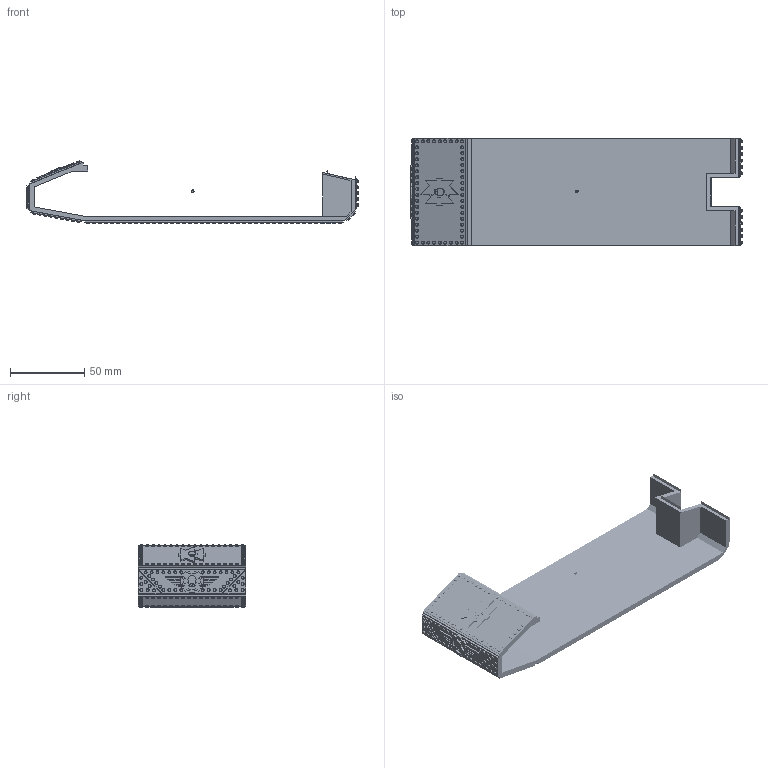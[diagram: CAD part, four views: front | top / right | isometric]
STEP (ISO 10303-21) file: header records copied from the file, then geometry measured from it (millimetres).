
FILE_DESCRIPTION(('TFLEX Exchange Step'),'2;1');
FILE_NAME(' середина 2.1(без крышки и крыльев).stp', '2022-04-25T23:28:27+03:00',('ilya'),('Unknown organisation'),'TFLEX Exchange 2022.0','T-FLEX CAD','Unknown authorisation');
FILE_SCHEMA( ('AUTOMOTIVE_DESIGN { 1 0 10303 214 1 1 1 1 }') );
Length unit declared in the file: millimetre
Products named in the file (39): норм заклепка; декор перед; Декор низ уклон; декор низ; Декор жопка уклон:7; Декор жопка уклон; лого 3д; Декор перед уклон; Декор жопка; броня середина 2.1(без крышки и крыльев)
Assembly tree (283 placements, depth 3):
  броня середина 2.1(без крышки и крыльев)
    декор перед
      норм заклепка  x44
    Декор низ уклон
      норм заклепка  x50
    декор низ
      норм заклепка  x78
    Декор жопка уклон
      норм заклепка
      норм заклепка
      норм заклепка
      норм заклепка
      норм заклепка
      норм заклепка
      Декор жопка уклон:7
    Декор жопка уклон
      норм заклепка  x6
      Декор жопка уклон:7
    Декор перед уклон
      норм заклепка  x50
      лого 3д
    Декор жопка
      норм заклепка
      норм заклепка
      норм заклепка
      норм заклепка
      норм заклепка
      норм заклепка
      норм заклепка
      норм заклепка
      норм заклепка
      норм заклепка
      норм заклепка
      норм заклепка
      норм заклепка
      норм заклепка
      норм заклепка
      норм заклепка
      норм заклепка
      норм заклепка
      Декор жопка
    Декор жопка
      норм заклепка  x18
      Декор жопка
Bounding box: 223.04 x 72 x 41.76 mm (x, y, z)
Volume: 86607.4 mm3; surface area: 92639.8 mm2
Topology: 342 solids, 342 shells, 2965 faces, 6163 edges, 3891 vertices
Faces by surface type: torus 1200, plane 892, cylinder 621, bspline 252
Entity records: 35168 total; most frequent: CARTESIAN_POINT 10451, DIRECTION 4580, ORIENTED_EDGE 4454, EDGE_CURVE 2227, AXIS2_PLACEMENT_3D 1839, VERTEX_POINT 1431, EDGE_LOOP 1012, FACE_BOUND 1012
